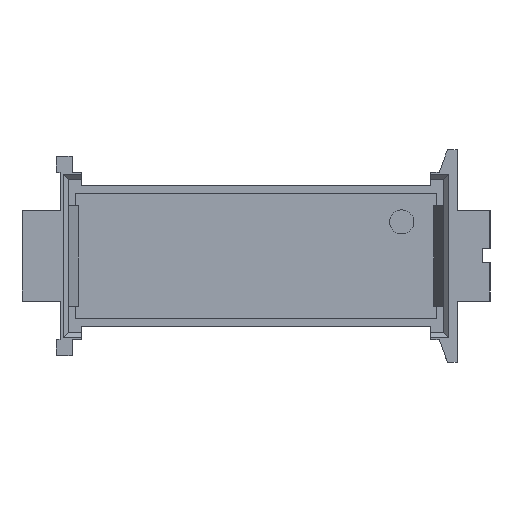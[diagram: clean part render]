
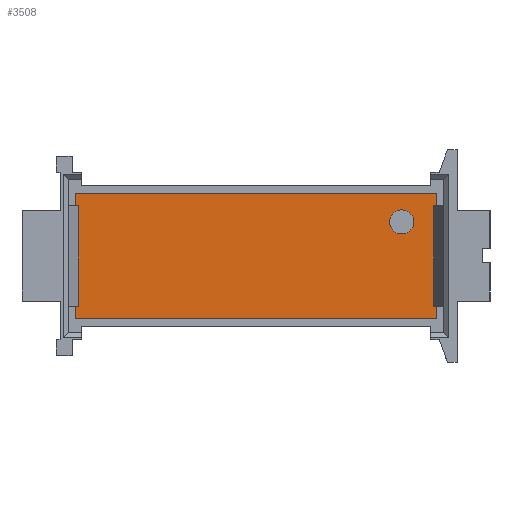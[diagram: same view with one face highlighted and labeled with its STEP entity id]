
A CAD part, top view. The second image highlights one B-rep face of the part: STEP entity #3508.
In plain terms, the highlighted planar face has unit normal (0, 0, 1).
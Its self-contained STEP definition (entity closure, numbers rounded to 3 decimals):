
#688 = PLANE('',#689);
#689 = AXIS2_PLACEMENT_3D('',#690,#691,#692);
#690 = CARTESIAN_POINT('',(-18.,-6.25,1.));
#691 = DIRECTION('',(0.,1.,0.));
#692 = DIRECTION('',(0.,0.,1.));
#714 = PLANE('',#715);
#715 = AXIS2_PLACEMENT_3D('',#716,#717,#718);
#716 = CARTESIAN_POINT('',(-18.,-6.25,1.));
#717 = DIRECTION('',(1.,0.,0.));
#718 = DIRECTION('',(0.,0.,1.));
#740 = PLANE('',#741);
#741 = AXIS2_PLACEMENT_3D('',#742,#743,#744);
#742 = CARTESIAN_POINT('',(-18.,6.25,1.));
#743 = DIRECTION('',(0.,1.,0.));
#744 = DIRECTION('',(0.,0.,1.));
#764 = PLANE('',#765);
#765 = AXIS2_PLACEMENT_3D('',#766,#767,#768);
#766 = CARTESIAN_POINT('',(18.,-6.25,1.));
#767 = DIRECTION('',(1.,0.,0.));
#768 = DIRECTION('',(0.,0.,1.));
#1772 = VERTEX_POINT('',#1773);
#1773 = CARTESIAN_POINT('',(18.,-6.25,1.));
#1794 = EDGE_CURVE('',#1795,#1772,#1797,.T.);
#1795 = VERTEX_POINT('',#1796);
#1796 = CARTESIAN_POINT('',(-18.,-6.25,1.));
#1797 = SURFACE_CURVE('',#1798,(#1802,#1809),.PCURVE_S1.);
#1798 = LINE('',#1799,#1800);
#1799 = CARTESIAN_POINT('',(-18.,-6.25,1.));
#1800 = VECTOR('',#1801,1.);
#1801 = DIRECTION('',(1.,0.,0.));
#1802 = PCURVE('',#688,#1803);
#1803 = DEFINITIONAL_REPRESENTATION('',(#1804),#1808);
#1804 = LINE('',#1805,#1806);
#1805 = CARTESIAN_POINT('',(0.,0.));
#1806 = VECTOR('',#1807,1.);
#1807 = DIRECTION('',(0.,1.));
#1808 = ( GEOMETRIC_REPRESENTATION_CONTEXT(2) 
PARAMETRIC_REPRESENTATION_CONTEXT() REPRESENTATION_CONTEXT('2D SPACE',''
  ) );
#1809 = PCURVE('',#1810,#1815);
#1810 = PLANE('',#1811);
#1811 = AXIS2_PLACEMENT_3D('',#1812,#1813,#1814);
#1812 = CARTESIAN_POINT('',(-18.,-6.25,1.));
#1813 = DIRECTION('',(0.,0.,1.));
#1814 = DIRECTION('',(1.,0.,0.));
#1815 = DEFINITIONAL_REPRESENTATION('',(#1816),#1820);
#1816 = LINE('',#1817,#1818);
#1817 = CARTESIAN_POINT('',(0.,0.));
#1818 = VECTOR('',#1819,1.);
#1819 = DIRECTION('',(1.,0.));
#1820 = ( GEOMETRIC_REPRESENTATION_CONTEXT(2) 
PARAMETRIC_REPRESENTATION_CONTEXT() REPRESENTATION_CONTEXT('2D SPACE',''
  ) );
#1848 = EDGE_CURVE('',#1772,#1849,#1851,.T.);
#1849 = VERTEX_POINT('',#1850);
#1850 = CARTESIAN_POINT('',(18.,6.25,1.));
#1851 = SURFACE_CURVE('',#1852,(#1856,#1863),.PCURVE_S1.);
#1852 = LINE('',#1853,#1854);
#1853 = CARTESIAN_POINT('',(18.,-6.25,1.));
#1854 = VECTOR('',#1855,1.);
#1855 = DIRECTION('',(0.,1.,0.));
#1856 = PCURVE('',#764,#1857);
#1857 = DEFINITIONAL_REPRESENTATION('',(#1858),#1862);
#1858 = LINE('',#1859,#1860);
#1859 = CARTESIAN_POINT('',(0.,0.));
#1860 = VECTOR('',#1861,1.);
#1861 = DIRECTION('',(0.,-1.));
#1862 = ( GEOMETRIC_REPRESENTATION_CONTEXT(2) 
PARAMETRIC_REPRESENTATION_CONTEXT() REPRESENTATION_CONTEXT('2D SPACE',''
  ) );
#1863 = PCURVE('',#1810,#1864);
#1864 = DEFINITIONAL_REPRESENTATION('',(#1865),#1869);
#1865 = LINE('',#1866,#1867);
#1866 = CARTESIAN_POINT('',(36.,0.));
#1867 = VECTOR('',#1868,1.);
#1868 = DIRECTION('',(0.,1.));
#1869 = ( GEOMETRIC_REPRESENTATION_CONTEXT(2) 
PARAMETRIC_REPRESENTATION_CONTEXT() REPRESENTATION_CONTEXT('2D SPACE',''
  ) );
#1897 = EDGE_CURVE('',#1795,#1898,#1900,.T.);
#1898 = VERTEX_POINT('',#1899);
#1899 = CARTESIAN_POINT('',(-18.,6.25,1.));
#1900 = SURFACE_CURVE('',#1901,(#1905,#1912),.PCURVE_S1.);
#1901 = LINE('',#1902,#1903);
#1902 = CARTESIAN_POINT('',(-18.,-6.25,1.));
#1903 = VECTOR('',#1904,1.);
#1904 = DIRECTION('',(0.,1.,0.));
#1905 = PCURVE('',#714,#1906);
#1906 = DEFINITIONAL_REPRESENTATION('',(#1907),#1911);
#1907 = LINE('',#1908,#1909);
#1908 = CARTESIAN_POINT('',(0.,0.));
#1909 = VECTOR('',#1910,1.);
#1910 = DIRECTION('',(0.,-1.));
#1911 = ( GEOMETRIC_REPRESENTATION_CONTEXT(2) 
PARAMETRIC_REPRESENTATION_CONTEXT() REPRESENTATION_CONTEXT('2D SPACE',''
  ) );
#1912 = PCURVE('',#1810,#1913);
#1913 = DEFINITIONAL_REPRESENTATION('',(#1914),#1918);
#1914 = LINE('',#1915,#1916);
#1915 = CARTESIAN_POINT('',(0.,0.));
#1916 = VECTOR('',#1917,1.);
#1917 = DIRECTION('',(0.,1.));
#1918 = ( GEOMETRIC_REPRESENTATION_CONTEXT(2) 
PARAMETRIC_REPRESENTATION_CONTEXT() REPRESENTATION_CONTEXT('2D SPACE',''
  ) );
#1946 = EDGE_CURVE('',#1898,#1849,#1947,.T.);
#1947 = SURFACE_CURVE('',#1948,(#1952,#1959),.PCURVE_S1.);
#1948 = LINE('',#1949,#1950);
#1949 = CARTESIAN_POINT('',(-18.,6.25,1.));
#1950 = VECTOR('',#1951,1.);
#1951 = DIRECTION('',(1.,0.,0.));
#1952 = PCURVE('',#740,#1953);
#1953 = DEFINITIONAL_REPRESENTATION('',(#1954),#1958);
#1954 = LINE('',#1955,#1956);
#1955 = CARTESIAN_POINT('',(0.,0.));
#1956 = VECTOR('',#1957,1.);
#1957 = DIRECTION('',(0.,1.));
#1958 = ( GEOMETRIC_REPRESENTATION_CONTEXT(2) 
PARAMETRIC_REPRESENTATION_CONTEXT() REPRESENTATION_CONTEXT('2D SPACE',''
  ) );
#1959 = PCURVE('',#1810,#1960);
#1960 = DEFINITIONAL_REPRESENTATION('',(#1961),#1965);
#1961 = LINE('',#1962,#1963);
#1962 = CARTESIAN_POINT('',(0.,12.5));
#1963 = VECTOR('',#1964,1.);
#1964 = DIRECTION('',(1.,0.));
#1965 = ( GEOMETRIC_REPRESENTATION_CONTEXT(2) 
PARAMETRIC_REPRESENTATION_CONTEXT() REPRESENTATION_CONTEXT('2D SPACE',''
  ) );
#3508 = ADVANCED_FACE('',(#3509,#3515),#1810,.T.);
#3509 = FACE_BOUND('',#3510,.T.);
#3510 = EDGE_LOOP('',(#3511,#3512,#3513,#3514));
#3511 = ORIENTED_EDGE('',*,*,#1897,.F.);
#3512 = ORIENTED_EDGE('',*,*,#1794,.T.);
#3513 = ORIENTED_EDGE('',*,*,#1848,.T.);
#3514 = ORIENTED_EDGE('',*,*,#1946,.F.);
#3515 = FACE_BOUND('',#3516,.T.);
#3516 = EDGE_LOOP('',(#3517));
#3517 = ORIENTED_EDGE('',*,*,#3518,.F.);
#3518 = EDGE_CURVE('',#3519,#3519,#3521,.T.);
#3519 = VERTEX_POINT('',#3520);
#3520 = CARTESIAN_POINT('',(15.73,3.4,1.));
#3521 = SURFACE_CURVE('',#3522,(#3527,#3534),.PCURVE_S1.);
#3522 = CIRCLE('',#3523,1.2);
#3523 = AXIS2_PLACEMENT_3D('',#3524,#3525,#3526);
#3524 = CARTESIAN_POINT('',(14.53,3.4,1.));
#3525 = DIRECTION('',(0.,0.,1.));
#3526 = DIRECTION('',(1.,0.,0.));
#3527 = PCURVE('',#1810,#3528);
#3528 = DEFINITIONAL_REPRESENTATION('',(#3529),#3533);
#3529 = CIRCLE('',#3530,1.2);
#3530 = AXIS2_PLACEMENT_2D('',#3531,#3532);
#3531 = CARTESIAN_POINT('',(32.53,9.65));
#3532 = DIRECTION('',(1.,0.));
#3533 = ( GEOMETRIC_REPRESENTATION_CONTEXT(2) 
PARAMETRIC_REPRESENTATION_CONTEXT() REPRESENTATION_CONTEXT('2D SPACE',''
  ) );
#3534 = PCURVE('',#3535,#3540);
#3535 = CYLINDRICAL_SURFACE('',#3536,1.2);
#3536 = AXIS2_PLACEMENT_3D('',#3537,#3538,#3539);
#3537 = CARTESIAN_POINT('',(14.53,3.4,0.9));
#3538 = DIRECTION('',(0.,0.,1.));
#3539 = DIRECTION('',(1.,0.,0.));
#3540 = DEFINITIONAL_REPRESENTATION('',(#3541),#3545);
#3541 = LINE('',#3542,#3543);
#3542 = CARTESIAN_POINT('',(0.,0.1));
#3543 = VECTOR('',#3544,1.);
#3544 = DIRECTION('',(1.,0.));
#3545 = ( GEOMETRIC_REPRESENTATION_CONTEXT(2) 
PARAMETRIC_REPRESENTATION_CONTEXT() REPRESENTATION_CONTEXT('2D SPACE',''
  ) );
